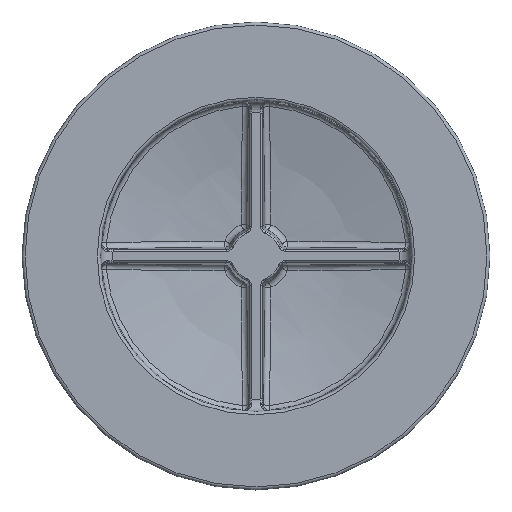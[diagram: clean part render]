
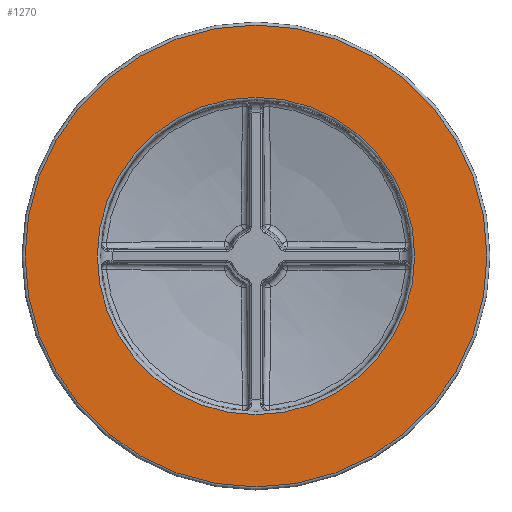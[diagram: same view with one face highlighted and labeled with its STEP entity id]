
A CAD part, front view. The second image highlights one B-rep face of the part: STEP entity #1270.
In plain terms, the highlighted planar face has unit normal (0, -1, 0).
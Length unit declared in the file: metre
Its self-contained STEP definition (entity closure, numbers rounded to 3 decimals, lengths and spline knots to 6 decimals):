
#1270=ADVANCED_FACE('',(#2569,#2570),#2571,.T.);
#2569=FACE_OUTER_BOUND('',#8159,.T.);
#2570=FACE_BOUND('',#8160,.T.);
#2571=PLANE('',#8161);
#8159=EDGE_LOOP('',(#11771));
#8160=EDGE_LOOP('',(#11772));
#8161=AXIS2_PLACEMENT_3D('',#11773,#11774,#11775);
#11771=ORIENTED_EDGE('',*,*,#13063,.T.);
#11772=ORIENTED_EDGE('',*,*,#11903,.T.);
#11773=CARTESIAN_POINT('',(0.0,-0.02995,0.));
#11774=DIRECTION('',(0.,-1.0,0.));
#11775=DIRECTION('',(-1.0,0.,0.));
#11903=EDGE_CURVE('',#13451,#13451,#13452,.T.);
#13063=EDGE_CURVE('',#15162,#15162,#15163,.T.);
#13451=VERTEX_POINT('',#16062);
#13452=CIRCLE('',#16063,0.05221);
#15162=VERTEX_POINT('',#19670);
#15163=CIRCLE('',#19671,0.075982);
#16062=CARTESIAN_POINT('',(-0.05221,-0.02995,0.));
#16063=AXIS2_PLACEMENT_3D('',#20050,#20051,#20052);
#19670=CARTESIAN_POINT('',(-0.075982,-0.02995,0.));
#19671=AXIS2_PLACEMENT_3D('',#21449,#21450,#21451);
#20050=CARTESIAN_POINT('',(0.,-0.02995,0.));
#20051=DIRECTION('',(0.,1.0,0.));
#20052=DIRECTION('',(-1.0,0.,0.));
#21449=CARTESIAN_POINT('',(0.0,-0.02995,0.));
#21450=DIRECTION('',(0.,-1.0,0.));
#21451=DIRECTION('',(-1.0,0.,0.));
